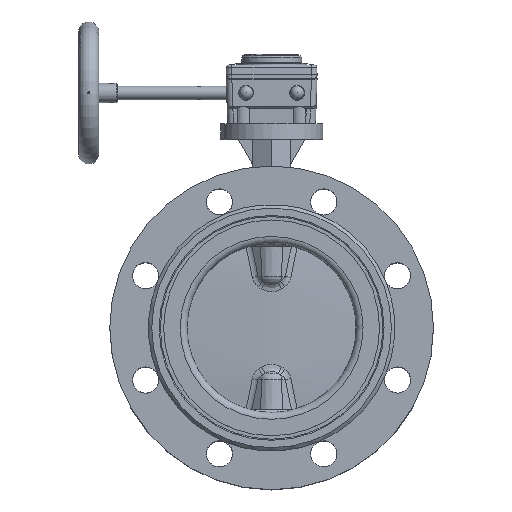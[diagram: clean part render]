
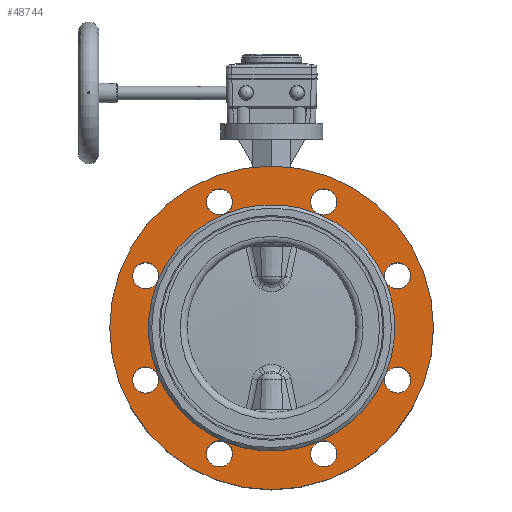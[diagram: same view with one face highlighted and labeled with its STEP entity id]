
A CAD part, top view. The second image highlights one B-rep face of the part: STEP entity #48744.
In plain terms, the highlighted planar face has unit normal (0, 0, 1).
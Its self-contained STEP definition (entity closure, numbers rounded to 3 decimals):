
#1464=PLANE('',#53533);
#1879=FACE_BOUND('',#13993,.T.);
#11096=FACE_OUTER_BOUND('',#13992,.T.);
#13992=EDGE_LOOP('',(#42281));
#13993=EDGE_LOOP('',(#42282,#42283,#42284,#42285,#42286,#42287,#42288,#42289,
#42290,#42291,#42292,#42293,#42294,#42295,#42296,#42297,#42298,#42299,#42300,
#42301,#42302,#42303,#42304,#42305,#42306));
#18139=CIRCLE('',#53332,11.5);
#18140=CIRCLE('',#53333,11.5);
#18145=CIRCLE('',#53340,11.5);
#18146=CIRCLE('',#53341,11.5);
#18151=CIRCLE('',#53348,11.5);
#18152=CIRCLE('',#53349,11.5);
#18157=CIRCLE('',#53356,11.5);
#18158=CIRCLE('',#53357,11.5);
#18163=CIRCLE('',#53364,11.5);
#18164=CIRCLE('',#53365,11.5);
#18169=CIRCLE('',#53372,11.5);
#18170=CIRCLE('',#53373,11.5);
#18175=CIRCLE('',#53380,11.5);
#18176=CIRCLE('',#53381,11.5);
#18181=CIRCLE('',#53388,11.5);
#18182=CIRCLE('',#53389,11.5);
#18199=CIRCLE('',#53415,108.5);
#18200=CIRCLE('',#53416,108.5);
#18201=CIRCLE('',#53417,108.5);
#18202=CIRCLE('',#53418,108.5);
#18203=CIRCLE('',#53419,108.5);
#18205=CIRCLE('',#53421,108.5);
#18206=CIRCLE('',#53422,108.5);
#18207=CIRCLE('',#53423,108.5);
#18208=CIRCLE('',#53424,108.5);
#18209=CIRCLE('',#53426,142.5);
#22124=VERTEX_POINT('',#166580);
#22125=VERTEX_POINT('',#166582);
#22130=VERTEX_POINT('',#166596);
#22131=VERTEX_POINT('',#166598);
#22136=VERTEX_POINT('',#166612);
#22137=VERTEX_POINT('',#166614);
#22142=VERTEX_POINT('',#166628);
#22143=VERTEX_POINT('',#166630);
#22148=VERTEX_POINT('',#166644);
#22149=VERTEX_POINT('',#166646);
#22154=VERTEX_POINT('',#166660);
#22155=VERTEX_POINT('',#166662);
#22160=VERTEX_POINT('',#166676);
#22161=VERTEX_POINT('',#166678);
#22166=VERTEX_POINT('',#166692);
#22167=VERTEX_POINT('',#166694);
#22183=VERTEX_POINT('',#166748);
#22185=VERTEX_POINT('',#166758);
#28761=EDGE_CURVE('',#22125,#22124,#18139,.T.);
#28762=EDGE_CURVE('',#22124,#22125,#18140,.T.);
#28769=EDGE_CURVE('',#22131,#22130,#18145,.T.);
#28770=EDGE_CURVE('',#22130,#22131,#18146,.T.);
#28777=EDGE_CURVE('',#22137,#22136,#18151,.T.);
#28778=EDGE_CURVE('',#22136,#22137,#18152,.T.);
#28785=EDGE_CURVE('',#22143,#22142,#18157,.T.);
#28786=EDGE_CURVE('',#22142,#22143,#18158,.T.);
#28793=EDGE_CURVE('',#22149,#22148,#18163,.T.);
#28794=EDGE_CURVE('',#22148,#22149,#18164,.T.);
#28801=EDGE_CURVE('',#22155,#22154,#18169,.T.);
#28802=EDGE_CURVE('',#22154,#22155,#18170,.T.);
#28809=EDGE_CURVE('',#22161,#22160,#18175,.T.);
#28810=EDGE_CURVE('',#22160,#22161,#18176,.T.);
#28817=EDGE_CURVE('',#22167,#22166,#18181,.T.);
#28818=EDGE_CURVE('',#22166,#22167,#18182,.T.);
#28842=EDGE_CURVE('',#22131,#22137,#18199,.T.);
#28843=EDGE_CURVE('',#22137,#22143,#18200,.T.);
#28844=EDGE_CURVE('',#22143,#22149,#18201,.T.);
#28845=EDGE_CURVE('',#22149,#22155,#18202,.T.);
#28846=EDGE_CURVE('',#22155,#22183,#18203,.T.);
#28849=EDGE_CURVE('',#22183,#22161,#18205,.T.);
#28850=EDGE_CURVE('',#22161,#22167,#18206,.T.);
#28851=EDGE_CURVE('',#22167,#22125,#18207,.T.);
#28852=EDGE_CURVE('',#22125,#22131,#18208,.T.);
#28853=EDGE_CURVE('',#22185,#22185,#18209,.T.);
#42281=ORIENTED_EDGE('',*,*,#28853,.T.);
#42282=ORIENTED_EDGE('',*,*,#28852,.F.);
#42283=ORIENTED_EDGE('',*,*,#28761,.T.);
#42284=ORIENTED_EDGE('',*,*,#28762,.T.);
#42285=ORIENTED_EDGE('',*,*,#28851,.F.);
#42286=ORIENTED_EDGE('',*,*,#28817,.T.);
#42287=ORIENTED_EDGE('',*,*,#28818,.T.);
#42288=ORIENTED_EDGE('',*,*,#28850,.F.);
#42289=ORIENTED_EDGE('',*,*,#28809,.T.);
#42290=ORIENTED_EDGE('',*,*,#28810,.T.);
#42291=ORIENTED_EDGE('',*,*,#28849,.F.);
#42292=ORIENTED_EDGE('',*,*,#28846,.F.);
#42293=ORIENTED_EDGE('',*,*,#28801,.T.);
#42294=ORIENTED_EDGE('',*,*,#28802,.T.);
#42295=ORIENTED_EDGE('',*,*,#28845,.F.);
#42296=ORIENTED_EDGE('',*,*,#28793,.T.);
#42297=ORIENTED_EDGE('',*,*,#28794,.T.);
#42298=ORIENTED_EDGE('',*,*,#28844,.F.);
#42299=ORIENTED_EDGE('',*,*,#28785,.T.);
#42300=ORIENTED_EDGE('',*,*,#28786,.T.);
#42301=ORIENTED_EDGE('',*,*,#28843,.F.);
#42302=ORIENTED_EDGE('',*,*,#28777,.T.);
#42303=ORIENTED_EDGE('',*,*,#28778,.T.);
#42304=ORIENTED_EDGE('',*,*,#28842,.F.);
#42305=ORIENTED_EDGE('',*,*,#28769,.T.);
#42306=ORIENTED_EDGE('',*,*,#28770,.T.);
#48744=ADVANCED_FACE('',(#11096,#1879),#1464,.F.);
#53332=AXIS2_PLACEMENT_3D('',#166583,#64656,#64657);
#53333=AXIS2_PLACEMENT_3D('',#166584,#64658,#64659);
#53340=AXIS2_PLACEMENT_3D('',#166599,#64674,#64675);
#53341=AXIS2_PLACEMENT_3D('',#166600,#64676,#64677);
#53348=AXIS2_PLACEMENT_3D('',#166615,#64692,#64693);
#53349=AXIS2_PLACEMENT_3D('',#166616,#64694,#64695);
#53356=AXIS2_PLACEMENT_3D('',#166631,#64710,#64711);
#53357=AXIS2_PLACEMENT_3D('',#166632,#64712,#64713);
#53364=AXIS2_PLACEMENT_3D('',#166647,#64728,#64729);
#53365=AXIS2_PLACEMENT_3D('',#166648,#64730,#64731);
#53372=AXIS2_PLACEMENT_3D('',#166663,#64746,#64747);
#53373=AXIS2_PLACEMENT_3D('',#166664,#64748,#64749);
#53380=AXIS2_PLACEMENT_3D('',#166679,#64764,#64765);
#53381=AXIS2_PLACEMENT_3D('',#166680,#64766,#64767);
#53388=AXIS2_PLACEMENT_3D('',#166695,#64782,#64783);
#53389=AXIS2_PLACEMENT_3D('',#166696,#64784,#64785);
#53415=AXIS2_PLACEMENT_3D('',#166744,#64843,#64844);
#53416=AXIS2_PLACEMENT_3D('',#166745,#64845,#64846);
#53417=AXIS2_PLACEMENT_3D('',#166746,#64847,#64848);
#53418=AXIS2_PLACEMENT_3D('',#166747,#64849,#64850);
#53419=AXIS2_PLACEMENT_3D('',#166749,#64851,#64852);
#53421=AXIS2_PLACEMENT_3D('',#166753,#64856,#64857);
#53422=AXIS2_PLACEMENT_3D('',#166754,#64858,#64859);
#53423=AXIS2_PLACEMENT_3D('',#166755,#64860,#64861);
#53424=AXIS2_PLACEMENT_3D('',#166756,#64862,#64863);
#53426=AXIS2_PLACEMENT_3D('',#166759,#64866,#64867);
#53533=AXIS2_PLACEMENT_3D('',#168335,#65304,#65305);
#64656=DIRECTION('center_axis',(0.,0.,-1.));
#64657=DIRECTION('ref_axis',(-1.,0.,0.));
#64658=DIRECTION('center_axis',(0.,0.,-1.));
#64659=DIRECTION('ref_axis',(-1.,0.,0.));
#64674=DIRECTION('center_axis',(0.,0.,-1.));
#64675=DIRECTION('ref_axis',(-1.,0.,0.));
#64676=DIRECTION('center_axis',(0.,0.,-1.));
#64677=DIRECTION('ref_axis',(-1.,0.,0.));
#64692=DIRECTION('center_axis',(0.,0.,-1.));
#64693=DIRECTION('ref_axis',(-1.,0.,0.));
#64694=DIRECTION('center_axis',(0.,0.,-1.));
#64695=DIRECTION('ref_axis',(-1.,0.,0.));
#64710=DIRECTION('center_axis',(0.,0.,-1.));
#64711=DIRECTION('ref_axis',(-1.,0.,0.));
#64712=DIRECTION('center_axis',(0.,0.,-1.));
#64713=DIRECTION('ref_axis',(-1.,0.,0.));
#64728=DIRECTION('center_axis',(0.,0.,-1.));
#64729=DIRECTION('ref_axis',(-1.,0.,0.));
#64730=DIRECTION('center_axis',(0.,0.,-1.));
#64731=DIRECTION('ref_axis',(-1.,0.,0.));
#64746=DIRECTION('center_axis',(0.,0.,-1.));
#64747=DIRECTION('ref_axis',(-1.,0.,0.));
#64748=DIRECTION('center_axis',(0.,0.,-1.));
#64749=DIRECTION('ref_axis',(-1.,0.,0.));
#64764=DIRECTION('center_axis',(0.,0.,-1.));
#64765=DIRECTION('ref_axis',(-1.,0.,0.));
#64766=DIRECTION('center_axis',(0.,0.,-1.));
#64767=DIRECTION('ref_axis',(-1.,0.,0.));
#64782=DIRECTION('center_axis',(0.,0.,-1.));
#64783=DIRECTION('ref_axis',(-1.,0.,0.));
#64784=DIRECTION('center_axis',(0.,0.,-1.));
#64785=DIRECTION('ref_axis',(-1.,0.,0.));
#64843=DIRECTION('center_axis',(0.,0.,1.));
#64844=DIRECTION('ref_axis',(1.,0.,0.));
#64845=DIRECTION('center_axis',(0.,0.,1.));
#64846=DIRECTION('ref_axis',(1.,0.,0.));
#64847=DIRECTION('center_axis',(0.,0.,1.));
#64848=DIRECTION('ref_axis',(1.,0.,0.));
#64849=DIRECTION('center_axis',(0.,0.,1.));
#64850=DIRECTION('ref_axis',(1.,0.,0.));
#64851=DIRECTION('center_axis',(0.,0.,1.));
#64852=DIRECTION('ref_axis',(1.,0.,0.));
#64856=DIRECTION('center_axis',(0.,0.,1.));
#64857=DIRECTION('ref_axis',(1.,0.,0.));
#64858=DIRECTION('center_axis',(0.,0.,1.));
#64859=DIRECTION('ref_axis',(1.,0.,0.));
#64860=DIRECTION('center_axis',(0.,0.,1.));
#64861=DIRECTION('ref_axis',(1.,0.,0.));
#64862=DIRECTION('center_axis',(0.,0.,1.));
#64863=DIRECTION('ref_axis',(1.,0.,0.));
#64866=DIRECTION('center_axis',(0.,0.,1.));
#64867=DIRECTION('ref_axis',(1.,0.,0.));
#65304=DIRECTION('center_axis',(0.,0.,-1.));
#65305=DIRECTION('ref_axis',(-1.,0.,0.));
#166580=CARTESIAN_POINT('',(-57.422,110.866,67.));
#166582=CARTESIAN_POINT('',(-41.521,100.241,67.));
#166583=CARTESIAN_POINT('Origin',(-45.922,110.866,67.));
#166584=CARTESIAN_POINT('Origin',(-45.922,110.866,67.));
#166596=CARTESIAN_POINT('',(-122.366,45.922,67.));
#166598=CARTESIAN_POINT('',(-100.241,41.521,67.));
#166599=CARTESIAN_POINT('Origin',(-110.866,45.922,67.));
#166600=CARTESIAN_POINT('Origin',(-110.866,45.922,67.));
#166612=CARTESIAN_POINT('',(-122.366,-45.922,67.));
#166614=CARTESIAN_POINT('',(-100.241,-41.521,67.));
#166615=CARTESIAN_POINT('Origin',(-110.866,-45.922,67.));
#166616=CARTESIAN_POINT('Origin',(-110.866,-45.922,67.));
#166628=CARTESIAN_POINT('',(-57.422,-110.866,67.));
#166630=CARTESIAN_POINT('',(-41.521,-100.241,67.));
#166631=CARTESIAN_POINT('Origin',(-45.922,-110.866,67.));
#166632=CARTESIAN_POINT('Origin',(-45.922,-110.866,67.));
#166644=CARTESIAN_POINT('',(34.422,-110.866,67.));
#166646=CARTESIAN_POINT('',(41.521,-100.241,67.));
#166647=CARTESIAN_POINT('Origin',(45.922,-110.866,67.));
#166648=CARTESIAN_POINT('Origin',(45.922,-110.866,67.));
#166660=CARTESIAN_POINT('',(99.366,-45.922,67.));
#166662=CARTESIAN_POINT('',(100.241,-41.521,67.));
#166663=CARTESIAN_POINT('Origin',(110.866,-45.922,67.));
#166664=CARTESIAN_POINT('Origin',(110.866,-45.922,67.));
#166676=CARTESIAN_POINT('',(99.366,45.922,67.));
#166678=CARTESIAN_POINT('',(100.241,41.521,67.));
#166679=CARTESIAN_POINT('Origin',(110.866,45.922,67.));
#166680=CARTESIAN_POINT('Origin',(110.866,45.922,67.));
#166692=CARTESIAN_POINT('',(34.422,110.866,67.));
#166694=CARTESIAN_POINT('',(41.521,100.241,67.));
#166695=CARTESIAN_POINT('Origin',(45.922,110.866,67.));
#166696=CARTESIAN_POINT('Origin',(45.922,110.866,67.));
#166744=CARTESIAN_POINT('Origin',(0.,0.,67.));
#166745=CARTESIAN_POINT('Origin',(0.,0.,67.));
#166746=CARTESIAN_POINT('Origin',(0.,0.,67.));
#166747=CARTESIAN_POINT('Origin',(0.,0.,67.));
#166748=CARTESIAN_POINT('',(108.5,0.,67.));
#166749=CARTESIAN_POINT('Origin',(0.,0.,67.));
#166753=CARTESIAN_POINT('Origin',(0.,0.,67.));
#166754=CARTESIAN_POINT('Origin',(0.,0.,67.));
#166755=CARTESIAN_POINT('Origin',(0.,0.,67.));
#166756=CARTESIAN_POINT('Origin',(0.,0.,67.));
#166758=CARTESIAN_POINT('',(-142.5,0.,67.));
#166759=CARTESIAN_POINT('Origin',(0.,0.,67.));
#168335=CARTESIAN_POINT('Origin',(0.,108.5,67.));
